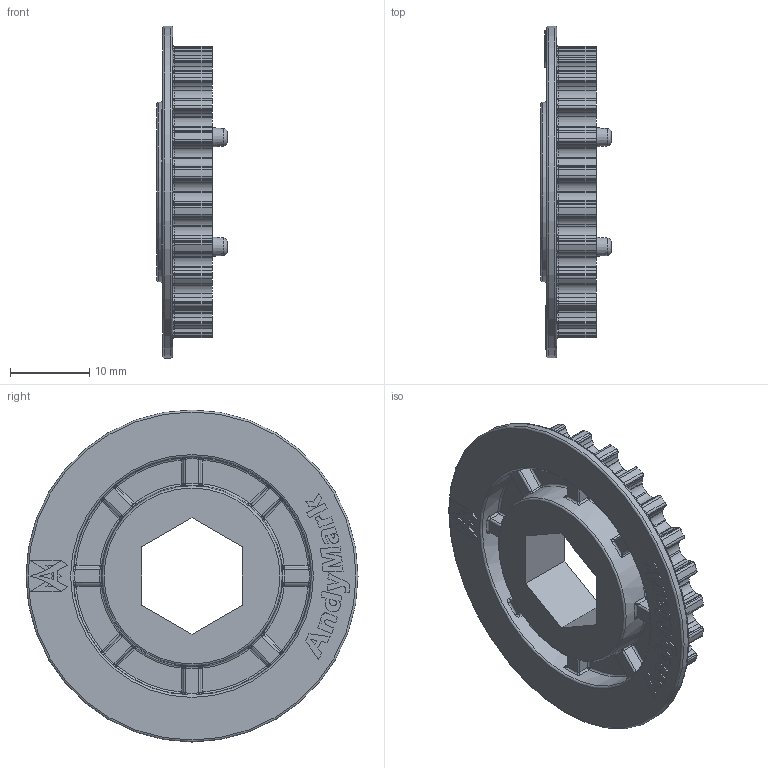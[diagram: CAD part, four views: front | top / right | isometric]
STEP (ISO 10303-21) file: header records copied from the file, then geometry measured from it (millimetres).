
FILE_DESCRIPTION (( 'STEP AP214' ), '1' );
FILE_NAME ('am-3403 24 tooth HTD pulley half 500hex.STEP', '2018-01-11T19:14:26', ( '' ), ( '' ), 'SwSTEP 2.0', 'SolidWorks 2017', '' );
FILE_SCHEMA (( 'AUTOMOTIVE_DESIGN' ));
Length unit declared in the file: inch
Products named in the file (1): am-3403 24 tooth HTD pulley half 500hex
Bounding box: 8.91 x 42 x 42 mm (x, y, z)
Volume: 5006.1 mm3; surface area: 4392.5 mm2
Topology: 2 solids, 2 shells, 1211 faces, 3024 edges, 1808 vertices
Faces by surface type: cylinder 417, torus 400, bspline 215, plane 141, sphere 32, cone 6
Full cylindrical faces by diameter (mm): 42 x1
Entity records: 41822 total; most frequent: CARTESIAN_POINT 14184, ORIENTED_EDGE 5958, DIRECTION 5763, EDGE_CURVE 2979, AXIS2_PLACEMENT_3D 2465, VERTEX_POINT 1802, CIRCLE 1468, EDGE_LOOP 1249
